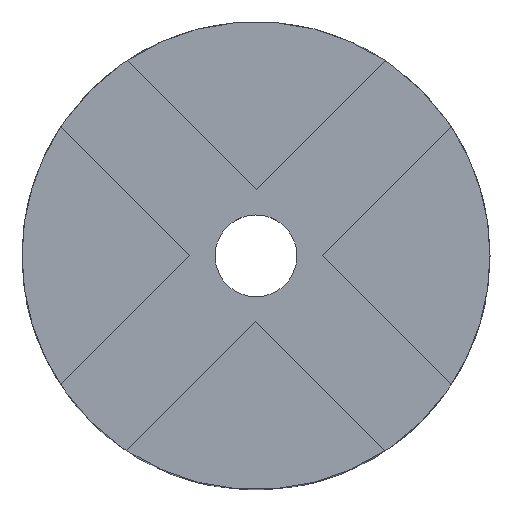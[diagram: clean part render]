
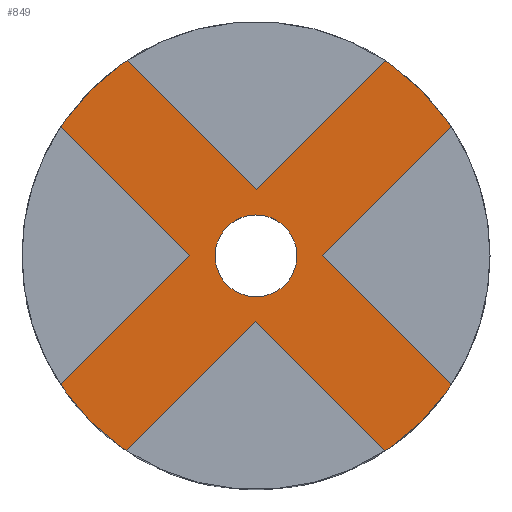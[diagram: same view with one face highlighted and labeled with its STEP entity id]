
A CAD part, top view. The second image highlights one B-rep face of the part: STEP entity #849.
In plain terms, the highlighted planar face has unit normal (0, 0, 1).
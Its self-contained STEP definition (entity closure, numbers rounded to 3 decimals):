
#351=VERTEX_POINT('',#998);
#415=VERTEX_POINT('',#1068);
#449=EDGE_CURVE('',#663,#797,#1104,.T.);
#477=VERTEX_POINT('',#1134);
#499=VERTEX_POINT('',#1158);
#523=EDGE_CURVE('',#351,#607,#1182,.T.);
#531=EDGE_CURVE('',#351,#945,#1191,.T.);
#553=VERTEX_POINT('',#1215);
#557=VERTEX_POINT('',#1219);
#579=VERTEX_POINT('',#1244);
#589=EDGE_CURVE('',#607,#797,#1254,.T.);
#591=EDGE_CURVE('',#499,#415,#1256,.T.);
#607=VERTEX_POINT('',#1274);
#663=VERTEX_POINT('',#1334);
#685=VERTEX_POINT('',#1358);
#695=EDGE_CURVE('',#685,#843,#1369,.T.);
#701=EDGE_CURVE('',#843,#685,#1375,.T.);
#755=EDGE_CURVE('',#477,#935,#1434,.T.);
#797=VERTEX_POINT('',#1482);
#821=EDGE_CURVE('',#663,#499,#1506,.T.);
#839=EDGE_CURVE('',#477,#557,#1526,.T.);
#843=VERTEX_POINT('',#1530);
#845=EDGE_CURVE('',#553,#579,#1532,.T.);
#849=ADVANCED_FACE('',(#1536,#1537),#1538,.F.);
#869=EDGE_CURVE('',#935,#945,#1560,.T.);
#925=EDGE_CURVE('',#553,#415,#1625,.T.);
#935=VERTEX_POINT('',#1635);
#945=VERTEX_POINT('',#1645);
#947=EDGE_CURVE('',#579,#557,#1647,.T.);
#998=CARTESIAN_POINT('',(31.731,-14.769,30.));
#1068=CARTESIAN_POINT('',(-14.758,31.737,30.));
#1104=CIRCLE('',#1858,35.0);
#1134=CARTESIAN_POINT('',(-14.769,-31.731,30.));
#1158=CARTESIAN_POINT('',(0.003,16.971,30.));
#1182=LINE('',#1968,#1969);
#1191=CIRCLE('',#1982,35.0);
#1215=CARTESIAN_POINT('',(-31.731,14.769,30.));
#1219=CARTESIAN_POINT('',(-31.737,-14.758,30.));
#1244=CARTESIAN_POINT('',(-16.971,0.003,30.));
#1254=LINE('',#2071,#2072);
#1256=LINE('',#2075,#2076);
#1274=CARTESIAN_POINT('',(16.971,-0.003,30.));
#1334=CARTESIAN_POINT('',(14.769,31.731,30.));
#1358=CARTESIAN_POINT('',(-6.125,0.,30.));
#1369=CIRCLE('',#2235,6.125);
#1375=CIRCLE('',#2245,6.125);
#1434=LINE('',#2322,#2323);
#1482=CARTESIAN_POINT('',(31.737,14.758,30.));
#1506=LINE('',#2421,#2422);
#1526=CIRCLE('',#2447,35.0);
#1530=CARTESIAN_POINT('',(6.125,0.,30.));
#1532=LINE('',#2454,#2455);
#1536=FACE_BOUND('',#2459,.T.);
#1537=FACE_OUTER_BOUND('',#2460,.T.);
#1538=PLANE('',#2461);
#1560=LINE('',#2491,#2492);
#1625=CIRCLE('',#2576,35.0);
#1635=CARTESIAN_POINT('',(-0.003,-16.971,30.));
#1645=CARTESIAN_POINT('',(14.758,-31.737,30.));
#1647=LINE('',#2608,#2609);
#1858=AXIS2_PLACEMENT_3D('',#2783,#2784,#2785);
#1968=CARTESIAN_POINT('',(8.487,8.484,30.));
#1969=VECTOR('',#2840,1.);
#1982=AXIS2_PLACEMENT_3D('',#2853,#2854,#2855);
#2071=CARTESIAN_POINT('',(8.484,-8.487,30.));
#2072=VECTOR('',#2912,1.);
#2075=CARTESIAN_POINT('',(8.487,8.484,30.));
#2076=VECTOR('',#2913,1.);
#2235=AXIS2_PLACEMENT_3D('',#3022,#3023,#3024);
#2245=AXIS2_PLACEMENT_3D('',#3029,#3030,#3031);
#2322=CARTESIAN_POINT('',(8.484,-8.487,30.));
#2323=VECTOR('',#3127,1.);
#2421=CARTESIAN_POINT('',(-8.484,8.487,30.));
#2422=VECTOR('',#3202,1.);
#2447=AXIS2_PLACEMENT_3D('',#3228,#3229,#3230);
#2454=CARTESIAN_POINT('',(-8.487,-8.484,30.));
#2455=VECTOR('',#3231,1.);
#2459=EDGE_LOOP('',(#3233,#3234));
#2460=EDGE_LOOP('',(#3235,#3236,#3237,#3238,#3239,#3240,#3241,#3242,#3243,#3244,#3245,#3246));
#2461=AXIS2_PLACEMENT_3D('',#3247,#3248,#3249);
#2491=CARTESIAN_POINT('',(-8.487,-8.484,30.));
#2492=VECTOR('',#3276,1.);
#2576=AXIS2_PLACEMENT_3D('',#3370,#3371,#3372);
#2608=CARTESIAN_POINT('',(-8.484,8.487,30.));
#2609=VECTOR('',#3380,1.);
#2783=CARTESIAN_POINT('',(0.0,0.0,30.));
#2784=DIRECTION('',(0.,0.,-1.0));
#2785=DIRECTION('',(1.0,0.,0.));
#2840=DIRECTION('',(-0.707,0.707,0.));
#2853=CARTESIAN_POINT('',(0.0,0.0,30.));
#2854=DIRECTION('',(0.,0.,-1.0));
#2855=DIRECTION('',(1.0,0.,0.));
#2912=DIRECTION('',(0.707,0.707,0.));
#2913=DIRECTION('',(-0.707,0.707,0.));
#3022=CARTESIAN_POINT('',(0.0,0.0,30.));
#3023=DIRECTION('',(0.,0.,-1.0));
#3024=DIRECTION('',(1.0,0.,0.));
#3029=CARTESIAN_POINT('',(0.0,0.0,30.));
#3030=DIRECTION('',(0.,0.,-1.0));
#3031=DIRECTION('',(1.0,0.,0.));
#3127=DIRECTION('',(0.707,0.707,0.));
#3202=DIRECTION('',(-0.707,-0.707,0.));
#3228=CARTESIAN_POINT('',(0.0,0.0,30.));
#3229=DIRECTION('',(0.,0.,-1.0));
#3230=DIRECTION('',(1.0,0.,0.));
#3231=DIRECTION('',(0.707,-0.707,0.));
#3233=ORIENTED_EDGE('',*,*,#695,.T.);
#3234=ORIENTED_EDGE('',*,*,#701,.T.);
#3235=ORIENTED_EDGE('',*,*,#449,.F.);
#3236=ORIENTED_EDGE('',*,*,#821,.T.);
#3237=ORIENTED_EDGE('',*,*,#591,.T.);
#3238=ORIENTED_EDGE('',*,*,#925,.F.);
#3239=ORIENTED_EDGE('',*,*,#845,.T.);
#3240=ORIENTED_EDGE('',*,*,#947,.T.);
#3241=ORIENTED_EDGE('',*,*,#839,.F.);
#3242=ORIENTED_EDGE('',*,*,#755,.T.);
#3243=ORIENTED_EDGE('',*,*,#869,.T.);
#3244=ORIENTED_EDGE('',*,*,#531,.F.);
#3245=ORIENTED_EDGE('',*,*,#523,.T.);
#3246=ORIENTED_EDGE('',*,*,#589,.T.);
#3247=CARTESIAN_POINT('',(-8.484,8.487,30.));
#3248=DIRECTION('',(0.,0.,-1.0));
#3249=DIRECTION('',(-0.707,-0.707,0.));
#3276=DIRECTION('',(0.707,-0.707,0.));
#3370=CARTESIAN_POINT('',(0.0,0.0,30.));
#3371=DIRECTION('',(0.,0.,-1.0));
#3372=DIRECTION('',(1.0,0.,0.));
#3380=DIRECTION('',(-0.707,-0.707,0.));
